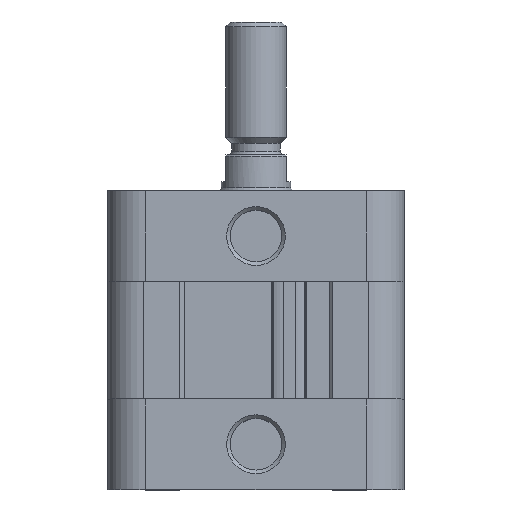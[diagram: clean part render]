
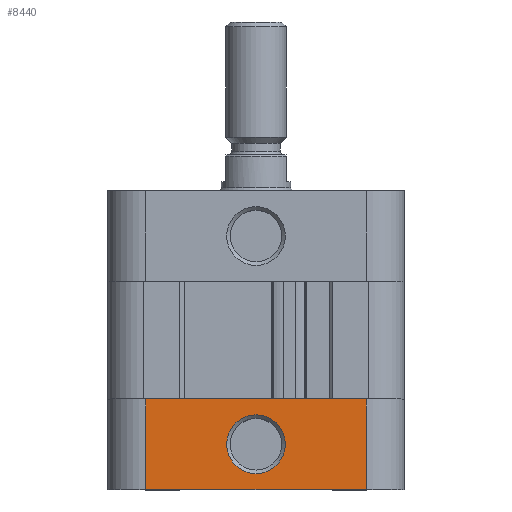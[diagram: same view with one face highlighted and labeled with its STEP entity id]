
A CAD part, top view. The second image highlights one B-rep face of the part: STEP entity #8440.
In plain terms, the highlighted face is planar.
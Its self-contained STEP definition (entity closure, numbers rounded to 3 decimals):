
#299=FACE_BOUND('',#1495,.T.);
#562=CIRCLE('',#9135,4.864);
#965=FACE_OUTER_BOUND('',#1494,.T.);
#1494=EDGE_LOOP('',(#6952,#6953,#6954,#6955));
#1495=EDGE_LOOP('',(#6956));
#2240=LINE('',#13480,#3100);
#2241=LINE('',#13482,#3101);
#2242=LINE('',#13484,#3102);
#2243=LINE('',#13485,#3103);
#3100=VECTOR('',#10977,36.6);
#3101=VECTOR('',#10978,15.);
#3102=VECTOR('',#10979,36.6);
#3103=VECTOR('',#10980,15.);
#3952=VERTEX_POINT('',#13478);
#3953=VERTEX_POINT('',#13479);
#3954=VERTEX_POINT('',#13481);
#3955=VERTEX_POINT('',#13483);
#3956=VERTEX_POINT('',#13486);
#5011=EDGE_CURVE('',#3952,#3953,#2240,.T.);
#5012=EDGE_CURVE('',#3954,#3953,#2241,.T.);
#5013=EDGE_CURVE('',#3955,#3954,#2242,.T.);
#5014=EDGE_CURVE('',#3955,#3952,#2243,.T.);
#5015=EDGE_CURVE('',#3956,#3956,#562,.T.);
#6952=ORIENTED_EDGE('',*,*,#5011,.T.);
#6953=ORIENTED_EDGE('',*,*,#5012,.F.);
#6954=ORIENTED_EDGE('',*,*,#5013,.F.);
#6955=ORIENTED_EDGE('',*,*,#5014,.T.);
#6956=ORIENTED_EDGE('',*,*,#5015,.F.);
#8036=PLANE('',#9134);
#8440=ADVANCED_FACE('',(#965,#299),#8036,.F.);
#9134=AXIS2_PLACEMENT_3D('',#13477,#10975,#10976);
#9135=AXIS2_PLACEMENT_3D('',#13487,#10981,#10982);
#10975=DIRECTION('center_axis',(0.,1.,0.));
#10976=DIRECTION('ref_axis',(0.,0.,1.));
#10977=DIRECTION('',(1.,0.,0.));
#10978=DIRECTION('',(0.,0.,-1.));
#10979=DIRECTION('',(1.,0.,0.));
#10980=DIRECTION('',(0.,0.,-1.));
#10981=DIRECTION('center_axis',(0.,-1.,0.));
#10982=DIRECTION('ref_axis',(0.,0.,-1.));
#13477=CARTESIAN_POINT('Origin',(-18.3,-24.6,15.));
#13478=CARTESIAN_POINT('',(-18.3,-24.6,0.));
#13479=CARTESIAN_POINT('',(18.3,-24.6,0.));
#13480=CARTESIAN_POINT('',(-18.3,-24.6,0.));
#13481=CARTESIAN_POINT('',(18.3,-24.6,15.));
#13482=CARTESIAN_POINT('',(18.3,-24.6,15.));
#13483=CARTESIAN_POINT('',(-18.3,-24.6,15.));
#13484=CARTESIAN_POINT('',(-18.3,-24.6,15.));
#13485=CARTESIAN_POINT('',(-18.3,-24.6,15.));
#13486=CARTESIAN_POINT('',(0.,-24.6,2.636));
#13487=CARTESIAN_POINT('Origin',(0.,-24.6,7.5));
